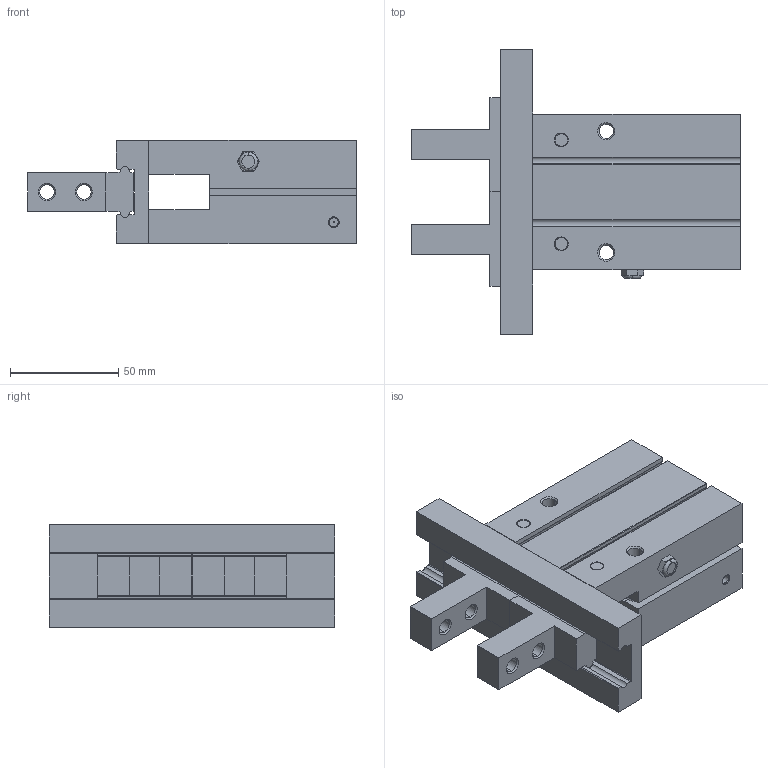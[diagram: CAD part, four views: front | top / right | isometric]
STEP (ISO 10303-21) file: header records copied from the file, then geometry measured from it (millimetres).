
FILE_DESCRIPTION (( 'STEP AP203' ), '1' );
FILE_NAME ('KP40MSC-M.step', '2017-07-18T20:23:35', ( '' ), ( '' ), 'SwSTEP 2.0', 'SolidWorks 2017', '' );
FILE_SCHEMA (( 'CONFIG_CONTROL_DESIGN' ));
Length unit declared in the file: millimetre
Products named in the file (4): KP40MSC-M-1; KP40MSC-M-2; KP40MSC-M-3; KP40MSC-M
Assembly tree (3 placements, depth 2):
  KP40MSC-M
    KP40MSC-M-1
    KP40MSC-M-2
    KP40MSC-M-3
Bounding box: 152 x 132 x 48 mm (x, y, z)
Volume: 379092 mm3; surface area: 72412.2 mm2
Topology: 3 solids, 4 shells, 262 faces, 659 edges, 418 vertices
Faces by surface type: plane 127, cone 68, cylinder 65, torus 2
Entity records: 8389 total; most frequent: CARTESIAN_POINT 1723, ORIENTED_EDGE 1318, DIRECTION 1289, EDGE_CURVE 659, AXIS2_PLACEMENT_3D 484, VERTEX_POINT 418, VECTOR 321, LINE 321
